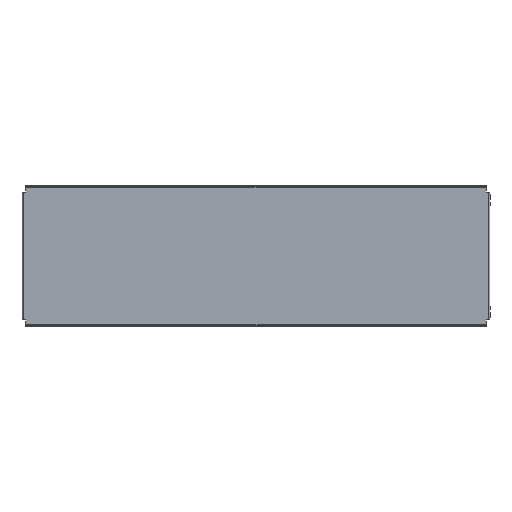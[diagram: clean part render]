
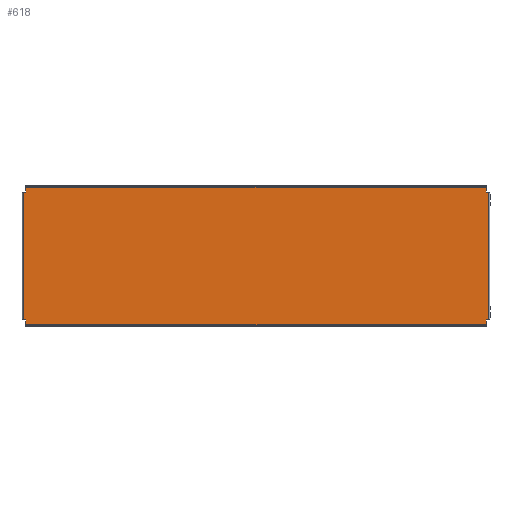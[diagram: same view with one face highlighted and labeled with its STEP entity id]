
A CAD part, top view. The second image highlights one B-rep face of the part: STEP entity #618.
In plain terms, the highlighted planar face has unit normal (0, 0, 1).
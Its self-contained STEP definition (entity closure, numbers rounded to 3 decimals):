
#46 = EDGE_CURVE ( 'NONE', #2776, #2257, #1554, .T. ) ;
#47 = EDGE_CURVE ( 'NONE', #2776, #2449, #1564, .T. ) ;
#48 = EDGE_CURVE ( 'NONE', #2410, #2449, #1568, .T. ) ;
#49 = EDGE_CURVE ( 'NONE', #2679, #2410, #1570, .T. ) ;
#50 = EDGE_CURVE ( 'NONE', #1468, #2679, #1572, .T. ) ;
#51 = EDGE_CURVE ( 'NONE', #1468, #2790, #1574, .T. ) ;
#52 = EDGE_CURVE ( 'NONE', #2218, #2790, #1576, .T. ) ;
#53 = EDGE_CURVE ( 'NONE', #2218, #2370, #1578, .T. ) ;
#54 = EDGE_CURVE ( 'NONE', #2333, #2370, #1566, .T. ) ;
#55 = EDGE_CURVE ( 'NONE', #2295, #2333, #1582, .T. ) ;
#56 = EDGE_CURVE ( 'NONE', #2685, #2295, #1584, .T. ) ;
#57 = EDGE_CURVE ( 'NONE', #2685, #2257, #1586, .T. ) ;
#292 = AXIS2_PLACEMENT_3D ( 'NONE', #1076, #1081, #1082 ) ;
#618 = ADVANCED_FACE ( 'NONE', ( #2021 ), #1078, .T. ) ;
#1076 = CARTESIAN_POINT ( 'NONE',  ( -442., -132.5, 2. ) ) ;
#1078 = PLANE ( 'NONE',  #292 ) ;
#1081 = DIRECTION ( 'NONE',  ( 0., 0., 1. ) ) ;
#1082 = DIRECTION ( 'NONE',  ( 1., 0., 0. ) ) ;
#1196 = CARTESIAN_POINT ( 'NONE',  ( 446., -122.5, 2. ) ) ;
#1220 = CARTESIAN_POINT ( 'NONE',  ( 442., -131.5, 2. ) ) ;
#1229 = CARTESIAN_POINT ( 'NONE',  ( -442., 122.5, 2. ) ) ;
#1235 = CARTESIAN_POINT ( 'NONE',  ( -446., -122.5, 2. ) ) ;
#1243 = CARTESIAN_POINT ( 'NONE',  ( -442., -122.5, 2. ) ) ;
#1250 = CARTESIAN_POINT ( 'NONE',  ( -442., -131.5, 2. ) ) ;
#1260 = CARTESIAN_POINT ( 'NONE',  ( 442., 122.5, 2. ) ) ;
#1267 = CARTESIAN_POINT ( 'NONE',  ( 442., 131.5, 2. ) ) ;
#1307 = CARTESIAN_POINT ( 'NONE',  ( -446., 122.5, 2. ) ) ;
#1309 = CARTESIAN_POINT ( 'NONE',  ( 446., 122.5, 2. ) ) ;
#1319 = CARTESIAN_POINT ( 'NONE',  ( -442., 131.5, 2. ) ) ;
#1327 = CARTESIAN_POINT ( 'NONE',  ( 442., -122.5, 2. ) ) ;
#1409 = EDGE_LOOP ( 'NONE', ( #2462, #2501, #2539, #2578, #2616, #2229, #2156, #2194, #2233, #2271, #2309, #2346 ) ) ;
#1468 = VERTEX_POINT ( 'NONE', #1196 ) ;
#1554 = LINE ( 'NONE', #2900, #1567 ) ;
#1564 = LINE ( 'NONE', #2897, #1569 ) ;
#1566 = LINE ( 'NONE', #2865, #1583 ) ;
#1567 = VECTOR ( 'NONE', #2875, 1000. ) ;
#1568 = LINE ( 'NONE', #2867, #1571 ) ;
#1569 = VECTOR ( 'NONE', #2870, 1000. ) ;
#1570 = LINE ( 'NONE', #2864, #1573 ) ;
#1571 = VECTOR ( 'NONE', #2868, 1000. ) ;
#1572 = LINE ( 'NONE', #2918, #1575 ) ;
#1573 = VECTOR ( 'NONE', #2919, 1000. ) ;
#1574 = LINE ( 'NONE', #2915, #1577 ) ;
#1575 = VECTOR ( 'NONE', #2916, 1000. ) ;
#1576 = LINE ( 'NONE', #2912, #1579 ) ;
#1577 = VECTOR ( 'NONE', #2913, 1000. ) ;
#1578 = LINE ( 'NONE', #2907, #1581 ) ;
#1579 = VECTOR ( 'NONE', #2909, 1000. ) ;
#1581 = VECTOR ( 'NONE', #2905, 1000. ) ;
#1582 = LINE ( 'NONE', #2902, #1585 ) ;
#1583 = VECTOR ( 'NONE', #2904, 1000. ) ;
#1584 = LINE ( 'NONE', #2893, #1587 ) ;
#1585 = VECTOR ( 'NONE', #2895, 1000. ) ;
#1586 = LINE ( 'NONE', #2890, #1589 ) ;
#1587 = VECTOR ( 'NONE', #2891, 1000. ) ;
#1589 = VECTOR ( 'NONE', #2885, 1000. ) ;
#2021 = FACE_OUTER_BOUND ( 'NONE', #1409, .T. ) ;
#2156 = ORIENTED_EDGE ( 'NONE', *, *, #51, .F. ) ;
#2194 = ORIENTED_EDGE ( 'NONE', *, *, #50, .T. ) ;
#2218 = VERTEX_POINT ( 'NONE', #1220 ) ;
#2229 = ORIENTED_EDGE ( 'NONE', *, *, #52, .T. ) ;
#2233 = ORIENTED_EDGE ( 'NONE', *, *, #49, .T. ) ;
#2257 = VERTEX_POINT ( 'NONE', #1229 ) ;
#2271 = ORIENTED_EDGE ( 'NONE', *, *, #48, .T. ) ;
#2295 = VERTEX_POINT ( 'NONE', #1235 ) ;
#2309 = ORIENTED_EDGE ( 'NONE', *, *, #47, .F. ) ;
#2333 = VERTEX_POINT ( 'NONE', #1243 ) ;
#2346 = ORIENTED_EDGE ( 'NONE', *, *, #46, .T. ) ;
#2370 = VERTEX_POINT ( 'NONE', #1250 ) ;
#2410 = VERTEX_POINT ( 'NONE', #1260 ) ;
#2449 = VERTEX_POINT ( 'NONE', #1267 ) ;
#2462 = ORIENTED_EDGE ( 'NONE', *, *, #57, .F. ) ;
#2501 = ORIENTED_EDGE ( 'NONE', *, *, #56, .T. ) ;
#2539 = ORIENTED_EDGE ( 'NONE', *, *, #55, .T. ) ;
#2578 = ORIENTED_EDGE ( 'NONE', *, *, #54, .T. ) ;
#2616 = ORIENTED_EDGE ( 'NONE', *, *, #53, .F. ) ;
#2679 = VERTEX_POINT ( 'NONE', #1309 ) ;
#2685 = VERTEX_POINT ( 'NONE', #1307 ) ;
#2776 = VERTEX_POINT ( 'NONE', #1319 ) ;
#2790 = VERTEX_POINT ( 'NONE', #1327 ) ;
#2864 = CARTESIAN_POINT ( 'NONE',  ( 447., 122.5, 2. ) ) ;
#2865 = CARTESIAN_POINT ( 'NONE',  ( -442., 132.5, 2. ) ) ;
#2867 = CARTESIAN_POINT ( 'NONE',  ( 442., 132.5, 2. ) ) ;
#2868 = DIRECTION ( 'NONE',  ( 0., 1., 0. ) ) ;
#2870 = DIRECTION ( 'NONE',  ( 1., 0., 0. ) ) ;
#2875 = DIRECTION ( 'NONE',  ( 0., -1., 0. ) ) ;
#2885 = DIRECTION ( 'NONE',  ( 1., 0., 0. ) ) ;
#2890 = CARTESIAN_POINT ( 'NONE',  ( -447., 122.5, 2. ) ) ;
#2891 = DIRECTION ( 'NONE',  ( 0., -1., 0. ) ) ;
#2893 = CARTESIAN_POINT ( 'NONE',  ( -446., 122.5, 2. ) ) ;
#2895 = DIRECTION ( 'NONE',  ( 1., 0., 0. ) ) ;
#2897 = CARTESIAN_POINT ( 'NONE',  ( -442., 131.5, 2. ) ) ;
#2900 = CARTESIAN_POINT ( 'NONE',  ( -442., 132.5, 2. ) ) ;
#2902 = CARTESIAN_POINT ( 'NONE',  ( -447., -122.5, 2. ) ) ;
#2904 = DIRECTION ( 'NONE',  ( 0., -1., 0. ) ) ;
#2905 = DIRECTION ( 'NONE',  ( -1., 0., 0. ) ) ;
#2907 = CARTESIAN_POINT ( 'NONE',  ( 442., -131.5, 2. ) ) ;
#2909 = DIRECTION ( 'NONE',  ( 0., 1., 0. ) ) ;
#2912 = CARTESIAN_POINT ( 'NONE',  ( 442., 132.5, 2. ) ) ;
#2913 = DIRECTION ( 'NONE',  ( -1., 0., 0. ) ) ;
#2915 = CARTESIAN_POINT ( 'NONE',  ( 447., -122.5, 2. ) ) ;
#2916 = DIRECTION ( 'NONE',  ( 0., 1., 0. ) ) ;
#2918 = CARTESIAN_POINT ( 'NONE',  ( 446., -122.5, 2. ) ) ;
#2919 = DIRECTION ( 'NONE',  ( -1., 0., 0. ) ) ;
